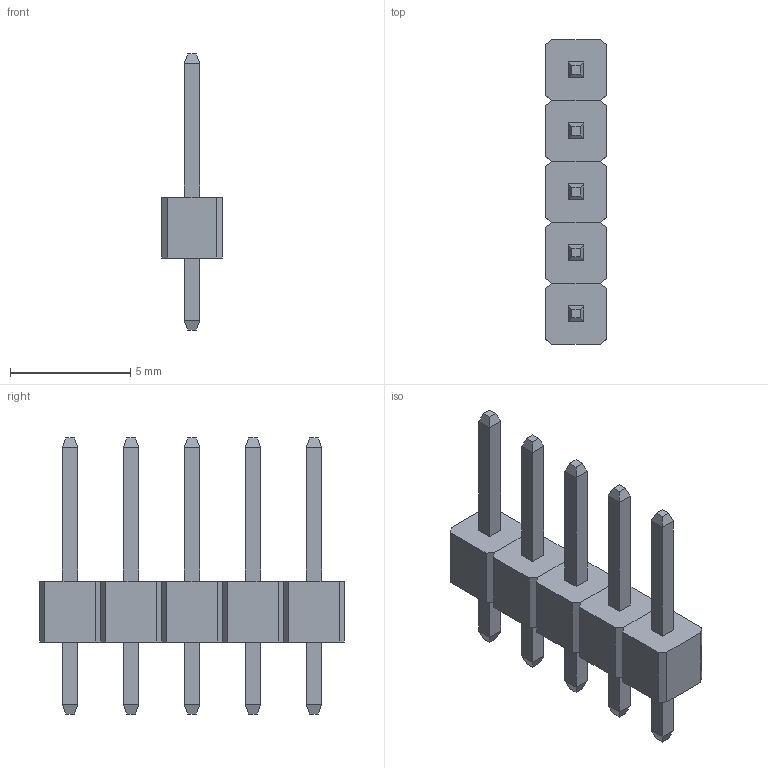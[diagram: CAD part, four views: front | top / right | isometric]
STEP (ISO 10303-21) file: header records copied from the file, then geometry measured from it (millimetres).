
FILE_DESCRIPTION (( 'STEP AP214' ), '1' );
FILE_NAME ('5x1_Pin_Header_2.54mm.STEP', '2022-08-23T21:28:40', ( '' ), ( '' ), 'SwSTEP 2.0', 'SolidWorks 2022', '' );
FILE_SCHEMA (( 'AUTOMOTIVE_DESIGN' ));
Length unit declared in the file: millimetre
Products named in the file (2): 5x1_Pin_Header_2.54mm; 1x1_Pin_Header_2.54mm
Assembly tree (5 placements, depth 2):
  5x1_Pin_Header_2.54mm
    1x1_Pin_Header_2.54mm  x5
Bounding box: 2.54 x 12.7 x 11.5 mm (x, y, z)
Volume: 98.7 mm3; surface area: 296.9 mm2
Topology: 5 solids, 5 shells, 140 faces, 320 edges, 200 vertices
Faces by surface type: plane 140
Entity records: 1170 total; most frequent: CARTESIAN_POINT 140, DIRECTION 136, ORIENTED_EDGE 128, VECTOR 64, EDGE_CURVE 64, LINE 64, VERTEX_POINT 40, AXIS2_PLACEMENT_3D 36
